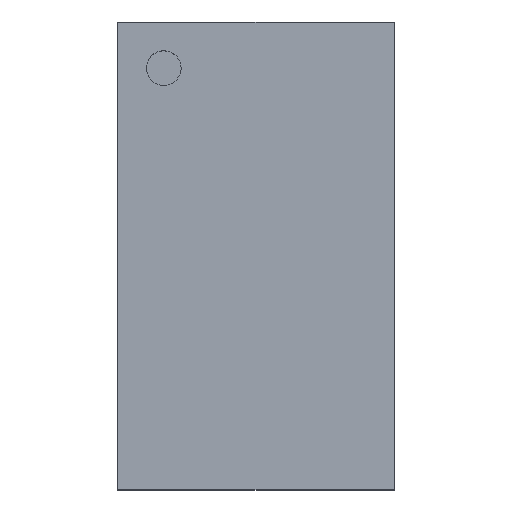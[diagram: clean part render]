
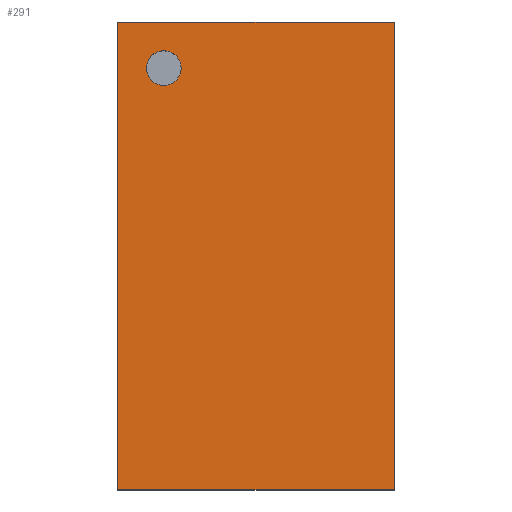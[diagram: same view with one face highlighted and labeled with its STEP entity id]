
A CAD part, top view. The second image highlights one B-rep face of the part: STEP entity #291.
In plain terms, the highlighted planar face has unit normal (0, 0, 1).
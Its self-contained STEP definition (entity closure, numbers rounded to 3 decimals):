
#102 = VERTEX_POINT('',#103);
#103 = CARTESIAN_POINT('',(0.,0.,0.6));
#110 = PLANE('',#111);
#111 = AXIS2_PLACEMENT_3D('',#112,#113,#114);
#112 = CARTESIAN_POINT('',(0.,0.,0.05));
#113 = DIRECTION('',(1.,0.,-0.));
#114 = DIRECTION('',(0.,0.,1.));
#122 = PLANE('',#123);
#123 = AXIS2_PLACEMENT_3D('',#124,#125,#126);
#124 = CARTESIAN_POINT('',(0.,0.,0.05));
#125 = DIRECTION('',(-0.,1.,0.));
#126 = DIRECTION('',(0.,0.,1.));
#163 = VERTEX_POINT('',#164);
#164 = CARTESIAN_POINT('',(0.,2.2,0.6));
#178 = PLANE('',#179);
#179 = AXIS2_PLACEMENT_3D('',#180,#181,#182);
#180 = CARTESIAN_POINT('',(0.,2.2,0.05));
#181 = DIRECTION('',(-0.,1.,0.));
#182 = DIRECTION('',(0.,0.,1.));
#190 = EDGE_CURVE('',#102,#163,#191,.T.);
#191 = SURFACE_CURVE('',#192,(#196,#203),.PCURVE_S1.);
#192 = LINE('',#193,#194);
#193 = CARTESIAN_POINT('',(0.,0.,0.6));
#194 = VECTOR('',#195,1.);
#195 = DIRECTION('',(-0.,1.,0.));
#196 = PCURVE('',#110,#197);
#197 = DEFINITIONAL_REPRESENTATION('',(#198),#202);
#198 = LINE('',#199,#200);
#199 = CARTESIAN_POINT('',(0.55,0.));
#200 = VECTOR('',#201,1.);
#201 = DIRECTION('',(0.,-1.));
#202 = ( GEOMETRIC_REPRESENTATION_CONTEXT(2) 
PARAMETRIC_REPRESENTATION_CONTEXT() REPRESENTATION_CONTEXT('2D SPACE',''
  ) );
#203 = PCURVE('',#204,#209);
#204 = PLANE('',#205);
#205 = AXIS2_PLACEMENT_3D('',#206,#207,#208);
#206 = CARTESIAN_POINT('',(0.,0.,0.6));
#207 = DIRECTION('',(0.,0.,1.));
#208 = DIRECTION('',(1.,0.,-0.));
#209 = DEFINITIONAL_REPRESENTATION('',(#210),#214);
#210 = LINE('',#211,#212);
#211 = CARTESIAN_POINT('',(0.,0.));
#212 = VECTOR('',#213,1.);
#213 = DIRECTION('',(0.,1.));
#214 = ( GEOMETRIC_REPRESENTATION_CONTEXT(2) 
PARAMETRIC_REPRESENTATION_CONTEXT() REPRESENTATION_CONTEXT('2D SPACE',''
  ) );
#243 = EDGE_CURVE('',#102,#244,#246,.T.);
#244 = VERTEX_POINT('',#245);
#245 = CARTESIAN_POINT('',(1.3,0.,0.6));
#246 = SURFACE_CURVE('',#247,(#251,#258),.PCURVE_S1.);
#247 = LINE('',#248,#249);
#248 = CARTESIAN_POINT('',(0.,0.,0.6));
#249 = VECTOR('',#250,1.);
#250 = DIRECTION('',(1.,0.,-0.));
#251 = PCURVE('',#122,#252);
#252 = DEFINITIONAL_REPRESENTATION('',(#253),#257);
#253 = LINE('',#254,#255);
#254 = CARTESIAN_POINT('',(0.55,0.));
#255 = VECTOR('',#256,1.);
#256 = DIRECTION('',(0.,1.));
#257 = ( GEOMETRIC_REPRESENTATION_CONTEXT(2) 
PARAMETRIC_REPRESENTATION_CONTEXT() REPRESENTATION_CONTEXT('2D SPACE',''
  ) );
#258 = PCURVE('',#204,#259);
#259 = DEFINITIONAL_REPRESENTATION('',(#260),#264);
#260 = LINE('',#261,#262);
#261 = CARTESIAN_POINT('',(0.,0.));
#262 = VECTOR('',#263,1.);
#263 = DIRECTION('',(1.,0.));
#264 = ( GEOMETRIC_REPRESENTATION_CONTEXT(2) 
PARAMETRIC_REPRESENTATION_CONTEXT() REPRESENTATION_CONTEXT('2D SPACE',''
  ) );
#280 = PLANE('',#281);
#281 = AXIS2_PLACEMENT_3D('',#282,#283,#284);
#282 = CARTESIAN_POINT('',(1.3,0.,0.05));
#283 = DIRECTION('',(1.,0.,-0.));
#284 = DIRECTION('',(0.,0.,1.));
#291 = ADVANCED_FACE('',(#292,#340),#204,.T.);
#292 = FACE_BOUND('',#293,.T.);
#293 = EDGE_LOOP('',(#294,#295,#296,#319));
#294 = ORIENTED_EDGE('',*,*,#190,.F.);
#295 = ORIENTED_EDGE('',*,*,#243,.T.);
#296 = ORIENTED_EDGE('',*,*,#297,.T.);
#297 = EDGE_CURVE('',#244,#298,#300,.T.);
#298 = VERTEX_POINT('',#299);
#299 = CARTESIAN_POINT('',(1.3,2.2,0.6));
#300 = SURFACE_CURVE('',#301,(#305,#312),.PCURVE_S1.);
#301 = LINE('',#302,#303);
#302 = CARTESIAN_POINT('',(1.3,0.,0.6));
#303 = VECTOR('',#304,1.);
#304 = DIRECTION('',(-0.,1.,0.));
#305 = PCURVE('',#204,#306);
#306 = DEFINITIONAL_REPRESENTATION('',(#307),#311);
#307 = LINE('',#308,#309);
#308 = CARTESIAN_POINT('',(1.3,0.));
#309 = VECTOR('',#310,1.);
#310 = DIRECTION('',(0.,1.));
#311 = ( GEOMETRIC_REPRESENTATION_CONTEXT(2) 
PARAMETRIC_REPRESENTATION_CONTEXT() REPRESENTATION_CONTEXT('2D SPACE',''
  ) );
#312 = PCURVE('',#280,#313);
#313 = DEFINITIONAL_REPRESENTATION('',(#314),#318);
#314 = LINE('',#315,#316);
#315 = CARTESIAN_POINT('',(0.55,0.));
#316 = VECTOR('',#317,1.);
#317 = DIRECTION('',(0.,-1.));
#318 = ( GEOMETRIC_REPRESENTATION_CONTEXT(2) 
PARAMETRIC_REPRESENTATION_CONTEXT() REPRESENTATION_CONTEXT('2D SPACE',''
  ) );
#319 = ORIENTED_EDGE('',*,*,#320,.F.);
#320 = EDGE_CURVE('',#163,#298,#321,.T.);
#321 = SURFACE_CURVE('',#322,(#326,#333),.PCURVE_S1.);
#322 = LINE('',#323,#324);
#323 = CARTESIAN_POINT('',(0.,2.2,0.6));
#324 = VECTOR('',#325,1.);
#325 = DIRECTION('',(1.,0.,-0.));
#326 = PCURVE('',#204,#327);
#327 = DEFINITIONAL_REPRESENTATION('',(#328),#332);
#328 = LINE('',#329,#330);
#329 = CARTESIAN_POINT('',(0.,2.2));
#330 = VECTOR('',#331,1.);
#331 = DIRECTION('',(1.,0.));
#332 = ( GEOMETRIC_REPRESENTATION_CONTEXT(2) 
PARAMETRIC_REPRESENTATION_CONTEXT() REPRESENTATION_CONTEXT('2D SPACE',''
  ) );
#333 = PCURVE('',#178,#334);
#334 = DEFINITIONAL_REPRESENTATION('',(#335),#339);
#335 = LINE('',#336,#337);
#336 = CARTESIAN_POINT('',(0.55,0.));
#337 = VECTOR('',#338,1.);
#338 = DIRECTION('',(0.,1.));
#339 = ( GEOMETRIC_REPRESENTATION_CONTEXT(2) 
PARAMETRIC_REPRESENTATION_CONTEXT() REPRESENTATION_CONTEXT('2D SPACE',''
  ) );
#340 = FACE_BOUND('',#341,.T.);
#341 = EDGE_LOOP('',(#342));
#342 = ORIENTED_EDGE('',*,*,#343,.F.);
#343 = EDGE_CURVE('',#344,#344,#346,.T.);
#344 = VERTEX_POINT('',#345);
#345 = CARTESIAN_POINT('',(0.298,1.983,0.6));
#346 = SURFACE_CURVE('',#347,(#352,#359),.PCURVE_S1.);
#347 = CIRCLE('',#348,0.081);
#348 = AXIS2_PLACEMENT_3D('',#349,#350,#351);
#349 = CARTESIAN_POINT('',(0.217,1.983,0.6));
#350 = DIRECTION('',(0.,0.,1.));
#351 = DIRECTION('',(1.,0.,-0.));
#352 = PCURVE('',#204,#353);
#353 = DEFINITIONAL_REPRESENTATION('',(#354),#358);
#354 = CIRCLE('',#355,0.081);
#355 = AXIS2_PLACEMENT_2D('',#356,#357);
#356 = CARTESIAN_POINT('',(0.217,1.983));
#357 = DIRECTION('',(1.,0.));
#358 = ( GEOMETRIC_REPRESENTATION_CONTEXT(2) 
PARAMETRIC_REPRESENTATION_CONTEXT() REPRESENTATION_CONTEXT('2D SPACE',''
  ) );
#359 = PCURVE('',#360,#365);
#360 = CYLINDRICAL_SURFACE('',#361,0.081);
#361 = AXIS2_PLACEMENT_3D('',#362,#363,#364);
#362 = CARTESIAN_POINT('',(0.217,1.983,0.5));
#363 = DIRECTION('',(0.,0.,1.));
#364 = DIRECTION('',(1.,0.,-0.));
#365 = DEFINITIONAL_REPRESENTATION('',(#366),#370);
#366 = LINE('',#367,#368);
#367 = CARTESIAN_POINT('',(0.,0.1));
#368 = VECTOR('',#369,1.);
#369 = DIRECTION('',(1.,0.));
#370 = ( GEOMETRIC_REPRESENTATION_CONTEXT(2) 
PARAMETRIC_REPRESENTATION_CONTEXT() REPRESENTATION_CONTEXT('2D SPACE',''
  ) );
